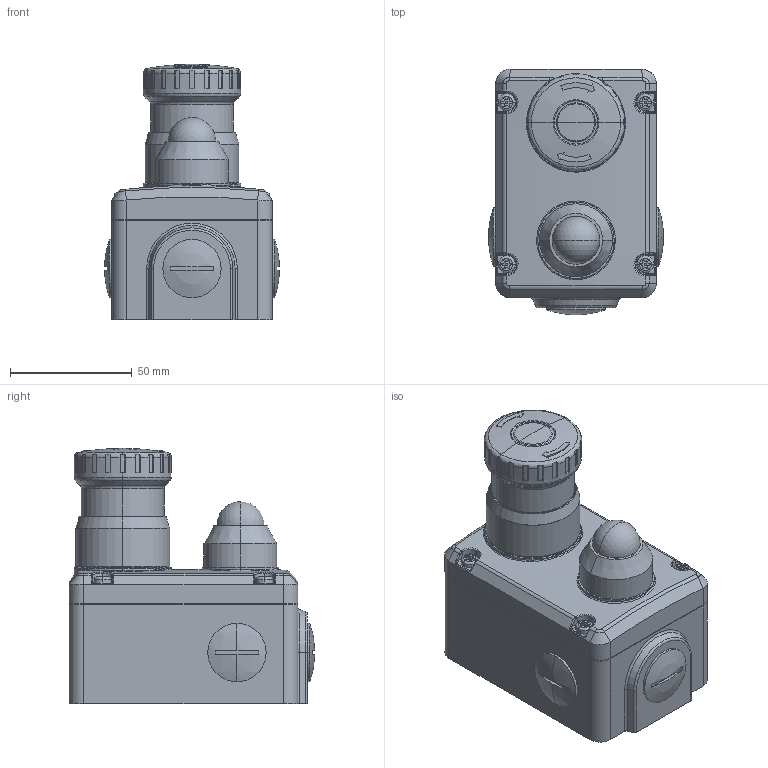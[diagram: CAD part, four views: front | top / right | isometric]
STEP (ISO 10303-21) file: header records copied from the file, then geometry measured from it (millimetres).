
FILE_DESCRIPTION (( 'STEP AP214' ), '1' );
FILE_NAME ('ESL-SSL-232020-BS.step', '2016-05-23T19:00:18', ( '' ), ( '' ), 'SwSTEP 2.0', 'SolidWorks 2016', '' );
FILE_SCHEMA (( 'AUTOMOTIVE_DESIGN' ));
Length unit declared in the file: millimetre
Products named in the file (1): ESL-SSL-232020-BS
Bounding box: 71.98 x 100.99 x 105 mm (x, y, z)
Volume: 369952.9 mm3; surface area: 65813.1 mm2
Topology: 13 solids, 13 shells, 695 faces, 1704 edges, 1049 vertices
Faces by surface type: cylinder 256, plane 221, bspline 108, torus 86, cone 13, sphere 11
Entity records: 26468 total; most frequent: CARTESIAN_POINT 8847, DIRECTION 3391, ORIENTED_EDGE 3390, EDGE_CURVE 1695, AXIS2_PLACEMENT_3D 1352, VERTEX_POINT 1045, CIRCLE 764, EDGE_LOOP 714
